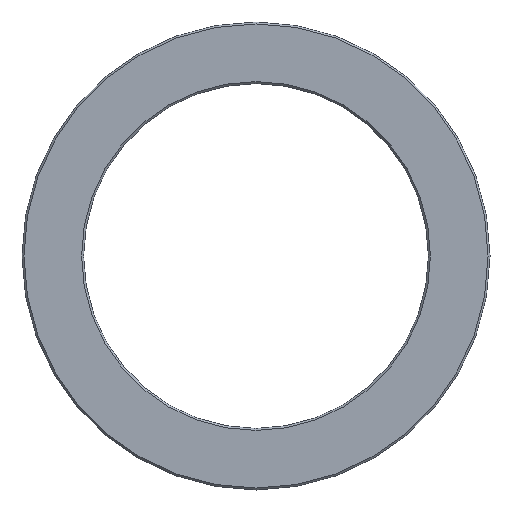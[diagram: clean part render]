
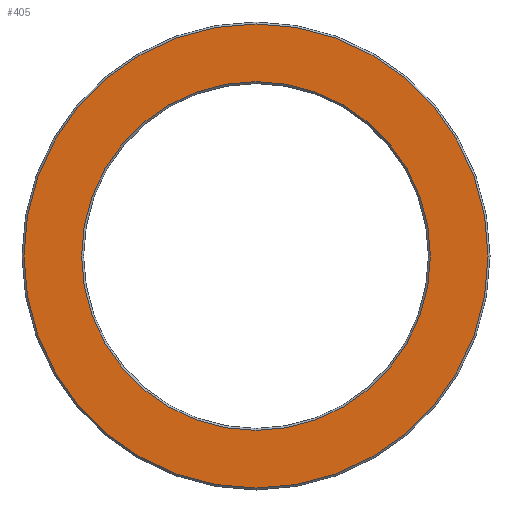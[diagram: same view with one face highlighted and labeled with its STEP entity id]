
A CAD part, front view. The second image highlights one B-rep face of the part: STEP entity #405.
In plain terms, the highlighted planar face has unit normal (0, -1, 0).
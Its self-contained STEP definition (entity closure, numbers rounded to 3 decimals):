
#43 = VERTEX_POINT ( 'NONE', #303 ) ;
#58 = VERTEX_POINT ( 'NONE', #423 ) ;
#64 = EDGE_CURVE ( 'NONE', #43, #58, #520, .T. ) ;
#136 = EDGE_CURVE ( 'NONE', #149, #158, #606, .T. ) ;
#149 = VERTEX_POINT ( 'NONE', #591 ) ;
#158 = VERTEX_POINT ( 'NONE', #554 ) ;
#184 = ORIENTED_EDGE ( 'NONE', *, *, #136, .T. ) ;
#303 = CARTESIAN_POINT ( 'NONE',  ( 0., 0., -47.1 ) ) ;
#336 = ORIENTED_EDGE ( 'NONE', *, *, #64, .T. ) ;
#337 = ORIENTED_EDGE ( 'NONE', *, *, #403, .T. ) ;
#358 = EDGE_LOOP ( 'NONE', ( #184, #375 ) ) ;
#375 = ORIENTED_EDGE ( 'NONE', *, *, #406, .T. ) ;
#379 = EDGE_LOOP ( 'NONE', ( #337, #336 ) ) ;
#403 = EDGE_CURVE ( 'NONE', #58, #43, #682, .T. ) ;
#405 = ADVANCED_FACE ( 'NONE', ( #840, #676 ), #702, .T. ) ;
#406 = EDGE_CURVE ( 'NONE', #158, #149, #838, .T. ) ;
#423 = CARTESIAN_POINT ( 'NONE',  ( 0., 0., 47.1 ) ) ;
#427 = CARTESIAN_POINT ( 'NONE',  ( 0., 0., 0. ) ) ;
#499 = AXIS2_PLACEMENT_3D ( 'NONE', #427, #506, #505 ) ;
#505 = DIRECTION ( 'NONE',  ( 0., 0., -1. ) ) ;
#506 = DIRECTION ( 'NONE',  ( 0., -1., 0. ) ) ;
#520 = CIRCLE ( 'NONE', #499, 47.1 ) ;
#554 = CARTESIAN_POINT ( 'NONE',  ( 0., 0., 35.4 ) ) ;
#584 = DIRECTION ( 'NONE',  ( 0., 0., -1. ) ) ;
#585 = DIRECTION ( 'NONE',  ( 0., 1., 0. ) ) ;
#587 = AXIS2_PLACEMENT_3D ( 'NONE', #626, #585, #584 ) ;
#591 = CARTESIAN_POINT ( 'NONE',  ( 0., 0., -35.4 ) ) ;
#606 = CIRCLE ( 'NONE', #587, 35.4 ) ;
#626 = CARTESIAN_POINT ( 'NONE',  ( 0., 0., 0. ) ) ;
#674 = CARTESIAN_POINT ( 'NONE',  ( 0., 0., 0. ) ) ;
#675 = AXIS2_PLACEMENT_3D ( 'NONE', #690, #683, #703 ) ;
#676 = FACE_OUTER_BOUND ( 'NONE', #379, .T. ) ;
#682 = CIRCLE ( 'NONE', #675, 47.1 ) ;
#683 = DIRECTION ( 'NONE',  ( 0., -1., 0. ) ) ;
#690 = CARTESIAN_POINT ( 'NONE',  ( 0., 0., 0. ) ) ;
#702 = PLANE ( 'NONE',  #707 ) ;
#703 = DIRECTION ( 'NONE',  ( 0., 0., -1. ) ) ;
#705 = AXIS2_PLACEMENT_3D ( 'NONE', #834, #833, #832 ) ;
#707 = AXIS2_PLACEMENT_3D ( 'NONE', #674, #837, #836 ) ;
#832 = DIRECTION ( 'NONE',  ( 0., 0., -1. ) ) ;
#833 = DIRECTION ( 'NONE',  ( 0., 1., 0. ) ) ;
#834 = CARTESIAN_POINT ( 'NONE',  ( 0., 0., 0. ) ) ;
#836 = DIRECTION ( 'NONE',  ( 0., 0., -1. ) ) ;
#837 = DIRECTION ( 'NONE',  ( 0., -1., 0. ) ) ;
#838 = CIRCLE ( 'NONE', #705, 35.4 ) ;
#840 = FACE_BOUND ( 'NONE', #358, .T. ) ;
